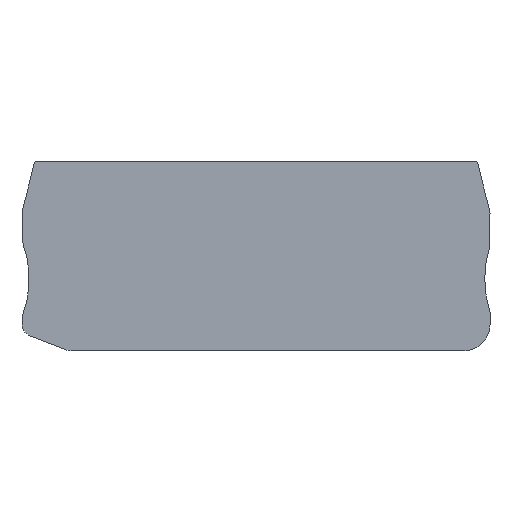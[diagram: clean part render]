
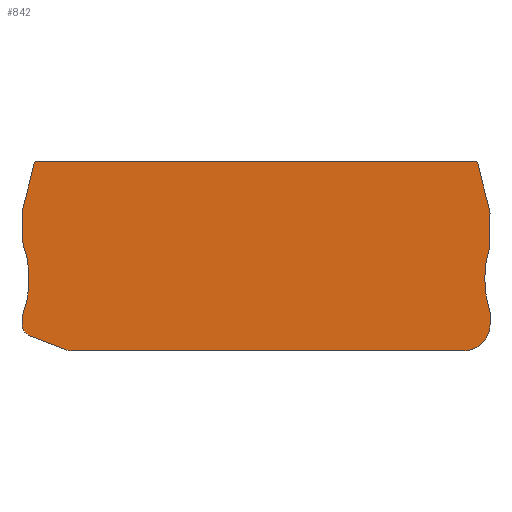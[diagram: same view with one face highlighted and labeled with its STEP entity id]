
A CAD part, top view. The second image highlights one B-rep face of the part: STEP entity #842.
In plain terms, the highlighted planar face has unit normal (0, 0, 1).
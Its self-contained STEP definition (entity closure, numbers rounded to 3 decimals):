
#206=CARTESIAN_POINT('',(-96.391,27.4,2.2));
#207=DIRECTION('',(0.,0.,1.));
#208=DIRECTION('',(0.,-1.,0.));
#209=AXIS2_PLACEMENT_3D('',#206,#207,#208);
#211=DIRECTION('',(1.,0.,0.));
#212=VECTOR('',#211,59.929);
#213=CARTESIAN_POINT('',(-156.32,23.4,2.2));
#214=LINE('',#213,#212);
#215=CARTESIAN_POINT('',(-156.32,25.4,2.2));
#216=DIRECTION('',(0.,0.,1.));
#217=DIRECTION('',(-0.358,-0.934,0.));
#218=AXIS2_PLACEMENT_3D('',#215,#216,#217);
#220=DIRECTION('',(0.934,-0.358,0.));
#221=VECTOR('',#220,5.967);
#222=CARTESIAN_POINT('',(-162.607,25.672,2.2));
#223=LINE('',#222,#221);
#224=CARTESIAN_POINT('',(-161.891,27.539,2.2));
#225=DIRECTION('',(0.,0.,1.));
#226=DIRECTION('',(-1.,0.,0.));
#227=AXIS2_PLACEMENT_3D('',#224,#225,#226);
#229=DIRECTION('',(0.,-1.,0.));
#230=VECTOR('',#229,0.846);
#231=CARTESIAN_POINT('',(-163.891,28.385,2.2));
#232=LINE('',#231,#230);
#233=CARTESIAN_POINT('',(-162.891,28.385,2.2));
#234=DIRECTION('',(0.,0.,1.));
#235=DIRECTION('',(-0.935,0.354,0.));
#236=AXIS2_PLACEMENT_3D('',#233,#234,#235);
#238=CARTESIAN_POINT('',(-178.791,34.4,2.2));
#239=DIRECTION('',(0.,0.,-1.));
#240=DIRECTION('',(0.935,0.354,0.));
#241=AXIS2_PLACEMENT_3D('',#238,#239,#240);
#243=CARTESIAN_POINT('',(-162.891,40.416,2.2));
#244=DIRECTION('',(0.,0.,1.));
#245=DIRECTION('',(-1.,0.,0.));
#246=AXIS2_PLACEMENT_3D('',#243,#244,#245);
#248=DIRECTION('',(0.,-1.,0.));
#249=VECTOR('',#248,4.04);
#250=CARTESIAN_POINT('',(-163.891,44.457,2.2));
#251=LINE('',#250,#249);
#252=CARTESIAN_POINT('',(-162.891,44.457,2.2));
#253=DIRECTION('',(0.,0.,1.));
#254=DIRECTION('',(-0.97,0.242,0.));
#255=AXIS2_PLACEMENT_3D('',#252,#253,#254);
#257=DIRECTION('',(-0.242,-0.97,0.));
#258=VECTOR('',#257,7.547);
#259=CARTESIAN_POINT('',(-162.035,52.021,2.2));
#260=LINE('',#259,#258);
#261=CARTESIAN_POINT('',(-161.55,51.9,2.2));
#262=DIRECTION('',(0.,0.,1.));
#263=DIRECTION('',(0.,1.,0.));
#264=AXIS2_PLACEMENT_3D('',#261,#262,#263);
#266=DIRECTION('',(-1.,0.,0.));
#267=VECTOR('',#266,66.819);
#268=CARTESIAN_POINT('',(-94.731,52.4,2.2));
#269=LINE('',#268,#267);
#270=CARTESIAN_POINT('',(-94.731,51.9,2.2));
#271=DIRECTION('',(0.,0.,1.));
#272=DIRECTION('',(0.97,0.242,0.));
#273=AXIS2_PLACEMENT_3D('',#270,#271,#272);
#275=DIRECTION('',(-0.242,0.97,0.));
#276=VECTOR('',#275,7.547);
#277=CARTESIAN_POINT('',(-92.42,44.699,2.2));
#278=LINE('',#277,#276);
#279=CARTESIAN_POINT('',(-93.391,44.457,2.2));
#280=DIRECTION('',(0.,0.,1.));
#281=DIRECTION('',(1.,0.,0.));
#282=AXIS2_PLACEMENT_3D('',#279,#280,#281);
#284=DIRECTION('',(0.,1.,0.));
#285=VECTOR('',#284,4.903);
#286=CARTESIAN_POINT('',(-92.391,39.554,2.2));
#287=LINE('',#286,#285);
#288=CARTESIAN_POINT('',(-93.391,39.554,2.2));
#289=DIRECTION('',(0.,0.,1.));
#290=DIRECTION('',(0.953,-0.303,0.));
#291=AXIS2_PLACEMENT_3D('',#288,#289,#290);
#293=CARTESIAN_POINT('',(-77.191,34.4,2.2));
#294=DIRECTION('',(0.,0.,-1.));
#295=DIRECTION('',(-0.953,-0.303,0.));
#296=AXIS2_PLACEMENT_3D('',#293,#294,#295);
#298=CARTESIAN_POINT('',(-93.391,29.247,2.2));
#299=DIRECTION('',(0.,0.,1.));
#300=DIRECTION('',(1.,0.,0.));
#301=AXIS2_PLACEMENT_3D('',#298,#299,#300);
#303=DIRECTION('',(0.,1.,0.));
#304=VECTOR('',#303,1.846);
#305=CARTESIAN_POINT('',(-92.391,27.4,2.2));
#306=LINE('',#305,#304);
#383=CARTESIAN_POINT('',(-96.391,23.4,2.2));
#384=CARTESIAN_POINT('',(-92.391,27.4,2.2));
#385=VERTEX_POINT('',#383);
#386=VERTEX_POINT('',#384);
#387=CARTESIAN_POINT('',(-92.391,29.247,2.2));
#388=VERTEX_POINT('',#387);
#389=CARTESIAN_POINT('',(-92.438,29.55,2.2));
#390=VERTEX_POINT('',#389);
#391=CARTESIAN_POINT('',(-92.438,39.251,2.2));
#392=VERTEX_POINT('',#391);
#393=CARTESIAN_POINT('',(-92.391,39.554,2.2));
#394=VERTEX_POINT('',#393);
#395=CARTESIAN_POINT('',(-92.391,44.457,2.2));
#396=VERTEX_POINT('',#395);
#397=CARTESIAN_POINT('',(-92.42,44.699,2.2));
#398=VERTEX_POINT('',#397);
#399=CARTESIAN_POINT('',(-94.246,52.021,2.2));
#400=VERTEX_POINT('',#399);
#401=CARTESIAN_POINT('',(-94.731,52.4,2.2));
#402=VERTEX_POINT('',#401);
#403=CARTESIAN_POINT('',(-161.55,52.4,2.2));
#404=VERTEX_POINT('',#403);
#405=CARTESIAN_POINT('',(-162.035,52.021,2.2));
#406=VERTEX_POINT('',#405);
#407=CARTESIAN_POINT('',(-163.861,44.699,2.2));
#408=VERTEX_POINT('',#407);
#409=CARTESIAN_POINT('',(-163.891,44.457,2.2));
#410=VERTEX_POINT('',#409);
#411=CARTESIAN_POINT('',(-163.891,40.416,2.2));
#412=VERTEX_POINT('',#411);
#413=CARTESIAN_POINT('',(-163.826,40.062,2.2));
#414=VERTEX_POINT('',#413);
#415=CARTESIAN_POINT('',(-163.826,28.739,2.2));
#416=VERTEX_POINT('',#415);
#417=CARTESIAN_POINT('',(-163.891,28.385,2.2));
#418=VERTEX_POINT('',#417);
#419=CARTESIAN_POINT('',(-163.891,27.539,2.2));
#420=VERTEX_POINT('',#419);
#421=CARTESIAN_POINT('',(-162.607,25.672,2.2));
#422=VERTEX_POINT('',#421);
#423=CARTESIAN_POINT('',(-157.037,23.533,2.2));
#424=VERTEX_POINT('',#423);
#425=CARTESIAN_POINT('',(-156.32,23.4,2.2));
#426=VERTEX_POINT('',#425);
#813=CARTESIAN_POINT('',(0.,0.,2.2));
#814=DIRECTION('',(0.,0.,1.));
#815=DIRECTION('',(1.,0.,0.));
#816=AXIS2_PLACEMENT_3D('',#813,#814,#815);
#817=PLANE('',#816);
#818=ORIENTED_EDGE('',*,*,#513,.F.);
#819=ORIENTED_EDGE('',*,*,#528,.F.);
#820=ORIENTED_EDGE('',*,*,#542,.F.);
#821=ORIENTED_EDGE('',*,*,#556,.F.);
#822=ORIENTED_EDGE('',*,*,#570,.F.);
#823=ORIENTED_EDGE('',*,*,#584,.F.);
#824=ORIENTED_EDGE('',*,*,#598,.F.);
#825=ORIENTED_EDGE('',*,*,#612,.F.);
#826=ORIENTED_EDGE('',*,*,#626,.F.);
#827=ORIENTED_EDGE('',*,*,#640,.F.);
#828=ORIENTED_EDGE('',*,*,#654,.F.);
#829=ORIENTED_EDGE('',*,*,#668,.F.);
#830=ORIENTED_EDGE('',*,*,#682,.F.);
#831=ORIENTED_EDGE('',*,*,#696,.F.);
#832=ORIENTED_EDGE('',*,*,#710,.F.);
#833=ORIENTED_EDGE('',*,*,#724,.F.);
#834=ORIENTED_EDGE('',*,*,#738,.F.);
#835=ORIENTED_EDGE('',*,*,#752,.F.);
#836=ORIENTED_EDGE('',*,*,#766,.F.);
#837=ORIENTED_EDGE('',*,*,#780,.F.);
#838=ORIENTED_EDGE('',*,*,#794,.F.);
#839=ORIENTED_EDGE('',*,*,#807,.F.);
#840=EDGE_LOOP('',(#818,#819,#820,#821,#822,#823,#824,#825,#826,#827,#828,#829,
#830,#831,#832,#833,#834,#835,#836,#837,#838,#839));
#841=FACE_OUTER_BOUND('',#840,.F.);
#842=ADVANCED_FACE('',(#841),#817,.T.);
#210=CIRCLE('',#209,4.);
#219=CIRCLE('',#218,2.);
#228=CIRCLE('',#227,2.);
#237=CIRCLE('',#236,1.);
#242=CIRCLE('',#241,16.);
#247=CIRCLE('',#246,1.);
#256=CIRCLE('',#255,1.);
#265=CIRCLE('',#264,0.5);
#274=CIRCLE('',#273,0.5);
#283=CIRCLE('',#282,1.);
#292=CIRCLE('',#291,1.);
#297=CIRCLE('',#296,16.);
#302=CIRCLE('',#301,1.);
#513=EDGE_CURVE('',#385,#386,#210,.T.);
#528=EDGE_CURVE('',#426,#385,#214,.T.);
#542=EDGE_CURVE('',#424,#426,#219,.T.);
#556=EDGE_CURVE('',#422,#424,#223,.T.);
#570=EDGE_CURVE('',#420,#422,#228,.T.);
#584=EDGE_CURVE('',#418,#420,#232,.T.);
#598=EDGE_CURVE('',#416,#418,#237,.T.);
#612=EDGE_CURVE('',#414,#416,#242,.T.);
#626=EDGE_CURVE('',#412,#414,#247,.T.);
#640=EDGE_CURVE('',#410,#412,#251,.T.);
#654=EDGE_CURVE('',#408,#410,#256,.T.);
#668=EDGE_CURVE('',#406,#408,#260,.T.);
#682=EDGE_CURVE('',#404,#406,#265,.T.);
#696=EDGE_CURVE('',#402,#404,#269,.T.);
#710=EDGE_CURVE('',#400,#402,#274,.T.);
#724=EDGE_CURVE('',#398,#400,#278,.T.);
#738=EDGE_CURVE('',#396,#398,#283,.T.);
#752=EDGE_CURVE('',#394,#396,#287,.T.);
#766=EDGE_CURVE('',#392,#394,#292,.T.);
#780=EDGE_CURVE('',#390,#392,#297,.T.);
#794=EDGE_CURVE('',#388,#390,#302,.T.);
#807=EDGE_CURVE('',#386,#388,#306,.T.);
